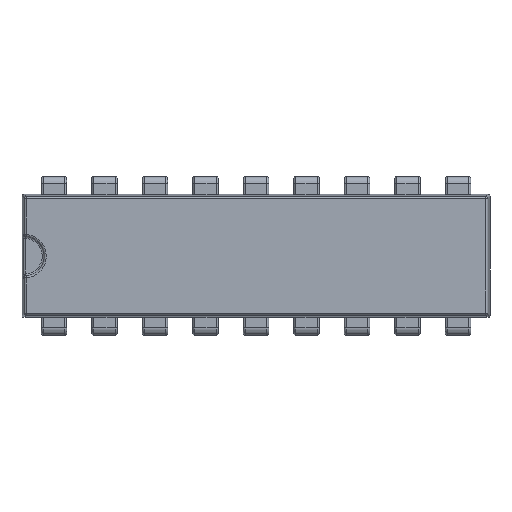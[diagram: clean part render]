
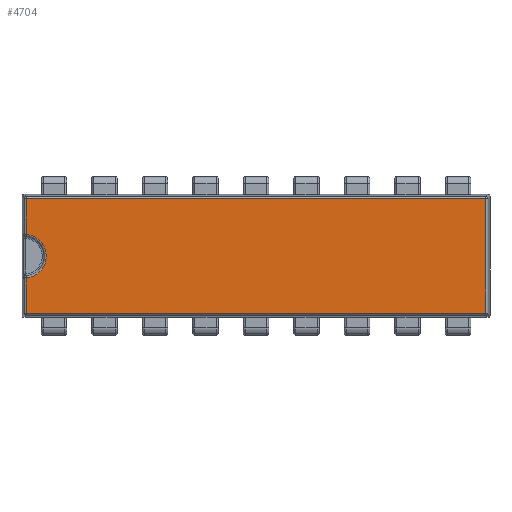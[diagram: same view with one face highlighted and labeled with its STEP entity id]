
A CAD part, top view. The second image highlights one B-rep face of the part: STEP entity #4704.
In plain terms, the highlighted planar face has unit normal (0, 0, 1).
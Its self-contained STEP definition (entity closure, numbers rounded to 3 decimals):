
#211=PLANE('',#5184);
#409=FACE_OUTER_BOUND('',#673,.T.);
#673=EDGE_LOOP('',(#3734,#3735,#3736,#3737,#3738,#3739));
#1183=LINE('',#8289,#1621);
#1184=LINE('',#8293,#1622);
#1185=LINE('',#8295,#1623);
#1186=LINE('',#8297,#1624);
#1187=LINE('',#8298,#1625);
#1621=VECTOR('',#6355,10.);
#1622=VECTOR('',#6360,10.);
#1623=VECTOR('',#6361,10.);
#1624=VECTOR('',#6362,10.);
#1625=VECTOR('',#6363,10.);
#1816=CIRCLE('',#5174,1.1);
#2241=VERTEX_POINT('',#8245);
#2242=VERTEX_POINT('',#8247);
#2248=VERTEX_POINT('',#8288);
#2249=VERTEX_POINT('',#8292);
#2250=VERTEX_POINT('',#8294);
#2251=VERTEX_POINT('',#8296);
#2825=EDGE_CURVE('',#2242,#2241,#1816,.T.);
#2835=EDGE_CURVE('',#2241,#2248,#1183,.T.);
#2837=EDGE_CURVE('',#2249,#2242,#1184,.T.);
#2838=EDGE_CURVE('',#2250,#2249,#1185,.T.);
#2839=EDGE_CURVE('',#2251,#2250,#1186,.T.);
#2840=EDGE_CURVE('',#2248,#2251,#1187,.T.);
#3734=ORIENTED_EDGE('',*,*,#2825,.F.);
#3735=ORIENTED_EDGE('',*,*,#2837,.F.);
#3736=ORIENTED_EDGE('',*,*,#2838,.F.);
#3737=ORIENTED_EDGE('',*,*,#2839,.F.);
#3738=ORIENTED_EDGE('',*,*,#2840,.F.);
#3739=ORIENTED_EDGE('',*,*,#2835,.F.);
#4704=ADVANCED_FACE('',(#409),#211,.T.);
#5174=AXIS2_PLACEMENT_3D('',#8249,#6332,#6333);
#5184=AXIS2_PLACEMENT_3D('',#8291,#6358,#6359);
#6332=DIRECTION('center_axis',(0.,0.,1.));
#6333=DIRECTION('ref_axis',(1.,0.,0.));
#6355=DIRECTION('',(0.,1.,0.));
#6358=DIRECTION('center_axis',(0.,0.,1.));
#6359=DIRECTION('ref_axis',(1.,0.,0.));
#6360=DIRECTION('',(0.,1.,0.));
#6361=DIRECTION('',(-1.,0.,0.));
#6362=DIRECTION('',(0.,-1.,0.));
#6363=DIRECTION('',(1.,0.,0.));
#8245=CARTESIAN_POINT('',(-0.79,5.169,3.35));
#8247=CARTESIAN_POINT('',(-0.79,2.977,3.35));
#8249=CARTESIAN_POINT('Origin',(-0.883,4.073,3.35));
#8288=CARTESIAN_POINT('',(-0.79,6.97,3.35));
#8289=CARTESIAN_POINT('',(-0.79,4.863,3.35));
#8291=CARTESIAN_POINT('Origin',(10.768,4.09,3.35));
#8292=CARTESIAN_POINT('',(-0.79,1.21,3.35));
#8293=CARTESIAN_POINT('',(-0.79,4.863,3.35));
#8294=CARTESIAN_POINT('',(22.325,1.21,3.35));
#8295=CARTESIAN_POINT('',(7.826,1.21,3.35));
#8296=CARTESIAN_POINT('',(22.325,6.97,3.35));
#8297=CARTESIAN_POINT('',(22.325,3.318,3.35));
#8298=CARTESIAN_POINT('',(13.709,6.97,3.35));
